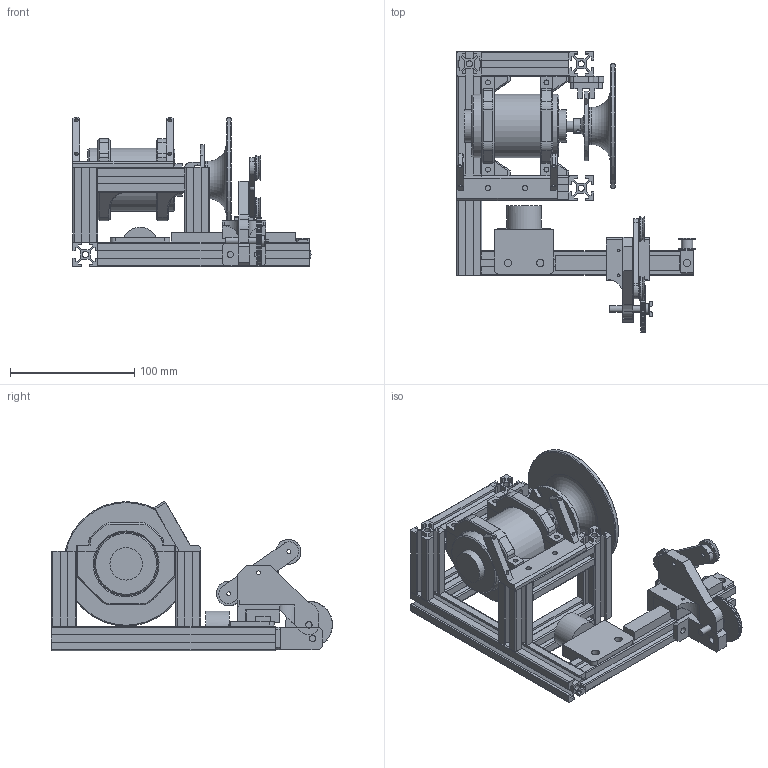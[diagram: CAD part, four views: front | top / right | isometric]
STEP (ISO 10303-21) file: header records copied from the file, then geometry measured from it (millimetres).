
FILE_DESCRIPTION(('HOOPS Exchange Step'),'2;1');
FILE_NAME('temp_export','2024-10-17T22:24:37+01:00',('mobile'),('Shapr3D Limited'),'HOOPS Exchange 2024.2','Shapr3D','Authorized');
FILE_SCHEMA( ('AP242_MANAGED_MODEL_BASED_3D_ENGINEERING_MIM_LF {1 0 10303 442 1 1 4 }') );
Length unit declared in the file: millimetre
Products named in the file (8): LcdBracket; Wire clamp; WireFeeder; MotorAttachments; IrCountSensor; Brackets; Frame; root
Assembly tree (7 placements, depth 3):
  root
    LcdBracket
    WireFeeder
      Wire clamp
    MotorAttachments
    IrCountSensor
    Brackets
    Frame
Bounding box: 191.5 x 226 x 120.51 mm (x, y, z)
Volume: 516936.8 mm3; surface area: 275064.5 mm2
Topology: 34 solids, 34 shells, 1186 faces, 3271 edges, 2180 vertices
Faces by surface type: plane 852, cylinder 250, cone 49, bspline 24, torus 11
Full cylindrical faces by diameter (mm): 2.3 x8, 2.6 x1, 3 x9, 3.04 x3, 3.5 x2, 4 x6, 4.2 x2, 5 x16, 5.04 x5, 5.2 x5, 5.8 x2, 6 x8, 8 x1, 8.2 x2, 8.468 x1, 9 x3, 10.02 x3, 12 x1, 13 x4, 20 x5, 26 x2, 28 x1, 30 x1, 38 x4, 51 x1, 100 x1
Entity records: 40925 total; most frequent: CARTESIAN_POINT 9701, ORIENTED_EDGE 6542, DIRECTION 6209, EDGE_CURVE 3271, VECTOR 2453, LINE 2453, VERTEX_POINT 2180, AXIS2_PLACEMENT_3D 1878
